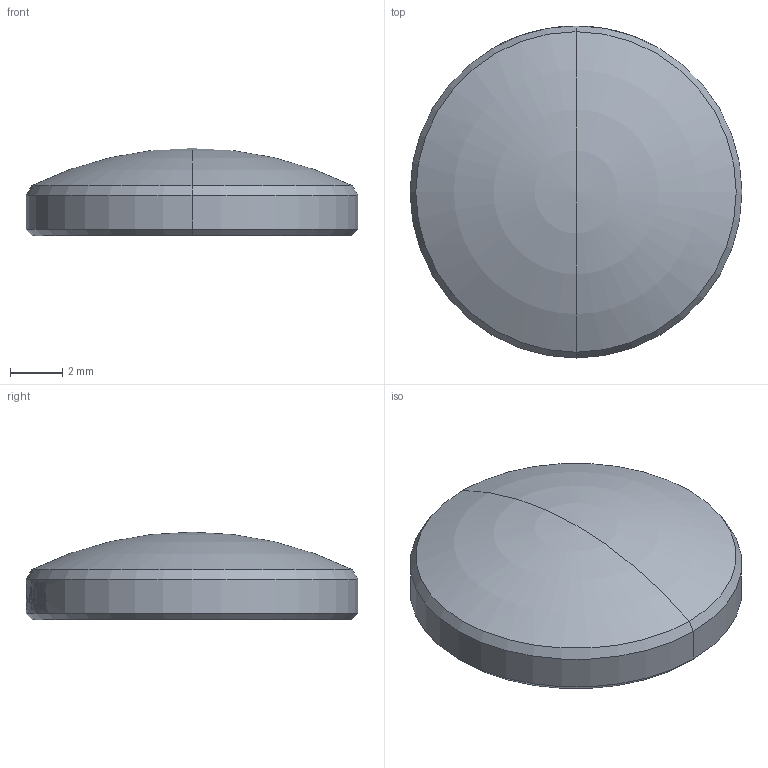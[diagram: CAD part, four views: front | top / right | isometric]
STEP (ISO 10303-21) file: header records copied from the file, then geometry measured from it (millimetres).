
FILE_DESCRIPTION (( 'STEP AP214' ), '1' );
FILE_NAME ('CTN016810-E0W.STEP', '2020-12-31T08:59:40', ( '' ), ( '' ), 'SwSTEP 2.0', 'SolidWorks 2018', '' );
FILE_SCHEMA (( 'AUTOMOTIVE_DESIGN' ));
Length unit declared in the file: inch
Products named in the file (2): CTN016810-E0W; CTN016830
Assembly tree (1 placements, depth 2):
  CTN016810-E0W
    CTN016830
Bounding box: 12.7 x 12.7 x 3.35 mm (x, y, z)
Volume: 325.8 mm3; surface area: 323.7 mm2
Topology: 1 solids, 1 shells, 31 faces, 152 edges, 136 vertices
Faces by surface type: cylinder 24, cone 4, torus 2, plane 1
Entity records: 2738 total; most frequent: CARTESIAN_POINT 1329, ORIENTED_EDGE 300, DIRECTION 170, EDGE_CURVE 150, VERTEX_POINT 136, B_SPLINE_CURVE_WITH_KNOTS 84, AXIS2_PLACEMENT_3D 69, EDGE_LOOP 46
